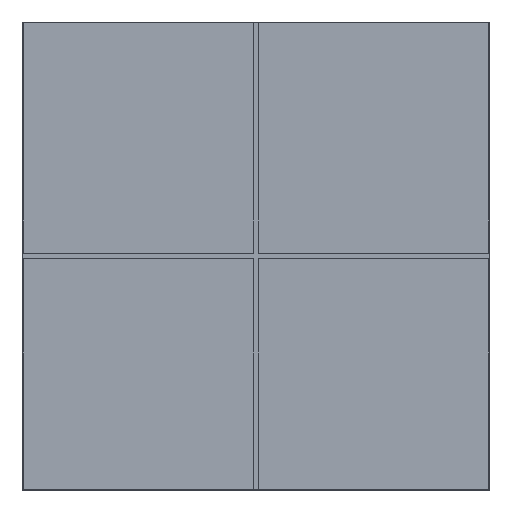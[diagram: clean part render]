
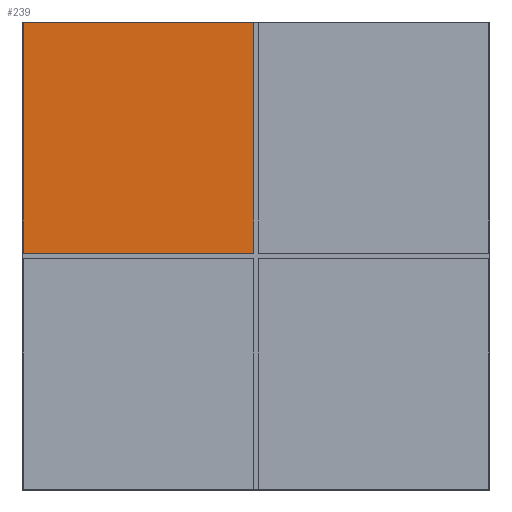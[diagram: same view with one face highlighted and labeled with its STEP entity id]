
A CAD part, top view. The second image highlights one B-rep face of the part: STEP entity #239.
In plain terms, the highlighted planar face has unit normal (0, 0, 1).
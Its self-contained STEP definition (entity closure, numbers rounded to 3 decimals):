
#76=B_SPLINE_CURVE_WITH_KNOTS('',1,(#1529,#1530),.UNSPECIFIED.,.F.,.F.,
(2,2),(0.,7.),.UNSPECIFIED.);
#80=B_SPLINE_CURVE_WITH_KNOTS('',1,(#1537,#1538),.UNSPECIFIED.,.F.,.F.,
(2,2),(7.,14.),.UNSPECIFIED.);
#83=B_SPLINE_CURVE_WITH_KNOTS('',1,(#1543,#1544),.UNSPECIFIED.,.F.,.F.,
(2,2),(14.,21.),.UNSPECIFIED.);
#86=B_SPLINE_CURVE_WITH_KNOTS('',1,(#1549,#1550),.UNSPECIFIED.,.F.,.F.,
(2,2),(21.,28.),.UNSPECIFIED.);
#239=ADVANCED_FACE('',(#313),#987,.T.);
#313=FACE_OUTER_BOUND('',#387,.T.);
#387=EDGE_LOOP('',(#549,#550,#551,#552));
#549=ORIENTED_EDGE('',*,*,#765,.F.);
#550=ORIENTED_EDGE('',*,*,#762,.F.);
#551=ORIENTED_EDGE('',*,*,#759,.F.);
#552=ORIENTED_EDGE('',*,*,#755,.F.);
#755=EDGE_CURVE('',#905,#906,#76,.T.);
#759=EDGE_CURVE('',#906,#909,#80,.T.);
#762=EDGE_CURVE('',#909,#911,#83,.T.);
#765=EDGE_CURVE('',#911,#905,#86,.T.);
#905=VERTEX_POINT('',#1521);
#906=VERTEX_POINT('',#1522);
#909=VERTEX_POINT('',#1525);
#911=VERTEX_POINT('',#1527);
#987=PLANE('',#1081);
#1081=AXIS2_PLACEMENT_3D('',#1519,#1148,$);
#1148=DIRECTION('',(0.,0.,1.));
#1519=CARTESIAN_POINT('',(-7.063,0.086,2.3));
#1521=CARTESIAN_POINT('',(-7.063,0.086,2.3));
#1522=CARTESIAN_POINT('',(-7.063,7.086,2.3));
#1525=CARTESIAN_POINT('',(-0.063,7.086,2.3));
#1527=CARTESIAN_POINT('',(-0.063,0.086,2.3));
#1529=CARTESIAN_POINT('',(-7.063,0.086,2.3));
#1530=CARTESIAN_POINT('',(-7.063,7.086,2.3));
#1537=CARTESIAN_POINT('',(-7.063,7.086,2.3));
#1538=CARTESIAN_POINT('',(-0.063,7.086,2.3));
#1543=CARTESIAN_POINT('',(-0.063,7.086,2.3));
#1544=CARTESIAN_POINT('',(-0.063,0.086,2.3));
#1549=CARTESIAN_POINT('',(-0.063,0.086,2.3));
#1550=CARTESIAN_POINT('',(-7.063,0.086,2.3));
